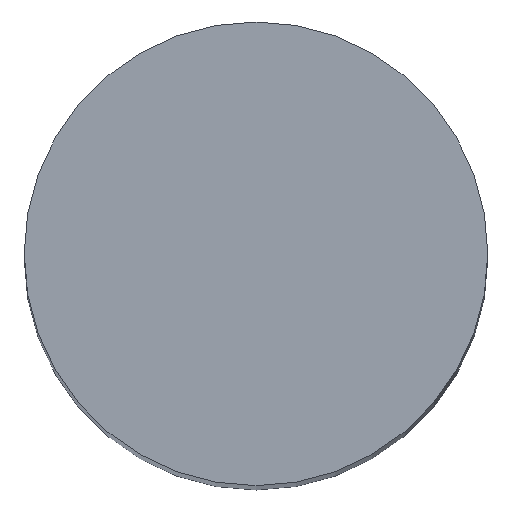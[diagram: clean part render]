
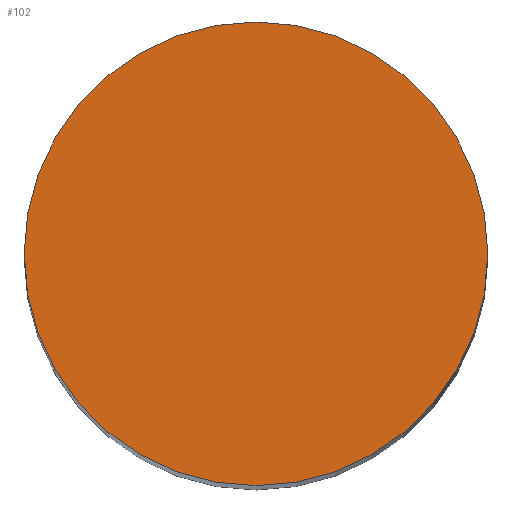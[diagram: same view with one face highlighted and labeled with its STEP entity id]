
A CAD part, top view. The second image highlights one B-rep face of the part: STEP entity #102.
In plain terms, the highlighted face is planar.
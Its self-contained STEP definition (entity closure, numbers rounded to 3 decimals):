
#26=ORIENTED_EDGE('',*,*,#34,.F.);
#34=EDGE_CURVE('',#38,#38,#42,.T.);
#38=VERTEX_POINT('',#149);
#42=CIRCLE('',#115,3.25);
#46=EDGE_LOOP('',(#26));
#54=FACE_BOUND('',#46,.T.);
#62=PLANE('',#114);
#102=ADVANCED_FACE('',(#54),#62,.F.);
#114=AXIS2_PLACEMENT_3D('',#147,#126,#127);
#115=AXIS2_PLACEMENT_3D('',#148,#128,#129);
#126=DIRECTION('',(1.,0.,0.));
#127=DIRECTION('',(0.,0.,-1.));
#128=DIRECTION('',(1.,0.,0.));
#129=DIRECTION('',(0.,0.,-1.));
#147=CARTESIAN_POINT('',(0.,0.,0.));
#148=CARTESIAN_POINT('',(0.,0.,0.));
#149=CARTESIAN_POINT('',(0.,0.,-3.25));
